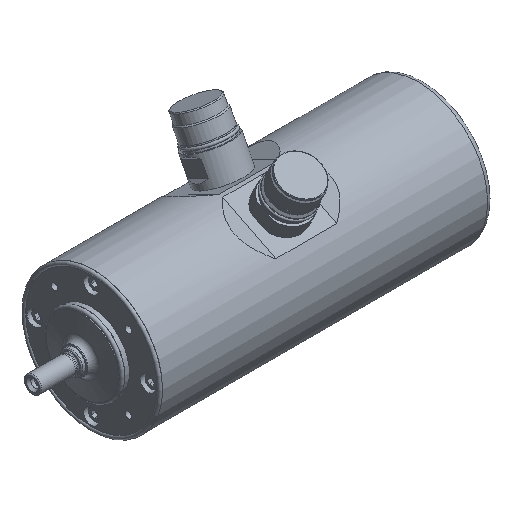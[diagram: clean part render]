
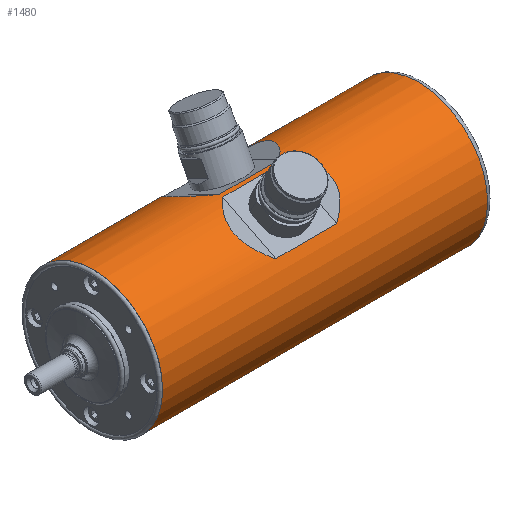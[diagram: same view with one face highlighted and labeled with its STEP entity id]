
A CAD part, isometric view. The second image highlights one B-rep face of the part: STEP entity #1480.
In plain terms, the highlighted cylindrical face has radius 36.5 mm (diameter 73 mm), a full revolution.
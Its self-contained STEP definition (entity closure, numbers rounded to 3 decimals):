
#178=ELLIPSE('',#3277,106.719,36.5);
#179=ELLIPSE('',#3280,106.719,36.5);
#180=ELLIPSE('',#3282,106.719,36.5);
#181=ELLIPSE('',#3285,106.719,36.5);
#903=LINE('',#4795,#1014);
#904=LINE('',#4797,#1015);
#907=LINE('',#4808,#1018);
#908=LINE('',#4810,#1019);
#1014=VECTOR('',#3894,1.);
#1015=VECTOR('',#3895,1.);
#1018=VECTOR('',#3908,1.);
#1019=VECTOR('',#3909,1.);
#1087=CYLINDRICAL_SURFACE('',#3296,36.5);
#1254=FACE_BOUND('',#1862,.T.);
#1255=FACE_BOUND('',#1863,.T.);
#1256=FACE_BOUND('',#1864,.T.);
#1257=FACE_BOUND('',#1865,.T.);
#1480=ADVANCED_FACE('',(#1254,#1255,#1256,#1257),#1087,.T.);
#1862=EDGE_LOOP('',(#2378,#2379,#2380,#2381));
#1863=EDGE_LOOP('',(#2382,#2383,#2384,#2385));
#1864=EDGE_LOOP('',(#2386));
#1865=EDGE_LOOP('',(#2387));
#2378=ORIENTED_EDGE('',*,*,#2904,.F.);
#2379=ORIENTED_EDGE('',*,*,#2902,.F.);
#2380=ORIENTED_EDGE('',*,*,#2900,.F.);
#2381=ORIENTED_EDGE('',*,*,#2901,.F.);
#2382=ORIENTED_EDGE('',*,*,#2898,.F.);
#2383=ORIENTED_EDGE('',*,*,#2896,.F.);
#2384=ORIENTED_EDGE('',*,*,#2894,.F.);
#2385=ORIENTED_EDGE('',*,*,#2895,.F.);
#2386=ORIENTED_EDGE('',*,*,#2892,.T.);
#2387=ORIENTED_EDGE('',*,*,#2909,.T.);
#2630=VERTEX_POINT('',#4788);
#2631=VERTEX_POINT('',#4791);
#2632=VERTEX_POINT('',#4792);
#2633=VERTEX_POINT('',#4796);
#2634=VERTEX_POINT('',#4798);
#2635=VERTEX_POINT('',#4804);
#2636=VERTEX_POINT('',#4805);
#2637=VERTEX_POINT('',#4809);
#2638=VERTEX_POINT('',#4811);
#2643=VERTEX_POINT('',#4829);
#2892=EDGE_CURVE('',#2630,#2630,#3029,.T.);
#2894=EDGE_CURVE('',#2631,#2632,#178,.T.);
#2895=EDGE_CURVE('',#2633,#2631,#903,.T.);
#2896=EDGE_CURVE('',#2632,#2634,#904,.T.);
#2898=EDGE_CURVE('',#2634,#2633,#179,.T.);
#2900=EDGE_CURVE('',#2635,#2636,#180,.T.);
#2901=EDGE_CURVE('',#2637,#2635,#907,.T.);
#2902=EDGE_CURVE('',#2636,#2638,#908,.T.);
#2904=EDGE_CURVE('',#2638,#2637,#181,.T.);
#2909=EDGE_CURVE('',#2643,#2643,#3034,.T.);
#3029=CIRCLE('',#3275,36.5);
#3034=CIRCLE('',#3295,36.5);
#3275=AXIS2_PLACEMENT_3D('',#4787,#3885,#3886);
#3277=AXIS2_PLACEMENT_3D('',#4793,#3890,#3891);
#3280=AXIS2_PLACEMENT_3D('',#4801,#3899,#3900);
#3282=AXIS2_PLACEMENT_3D('',#4806,#3904,#3905);
#3285=AXIS2_PLACEMENT_3D('',#4814,#3913,#3914);
#3295=AXIS2_PLACEMENT_3D('',#4828,#3933,#3934);
#3296=AXIS2_PLACEMENT_3D('',#4830,#3935,#3936);
#3885=DIRECTION('',(0.,-1.,0.));
#3886=DIRECTION('',(0.,0.,1.));
#3890=DIRECTION('',(0.837,0.342,0.427));
#3891=DIRECTION('',(-0.305,0.94,-0.155));
#3894=DIRECTION('',(0.,-1.,0.));
#3895=DIRECTION('',(0.,1.,0.));
#3899=DIRECTION('',(0.837,-0.342,0.427));
#3900=DIRECTION('',(0.305,0.94,0.155));
#3904=DIRECTION('',(0.837,0.342,-0.427));
#3905=DIRECTION('',(-0.305,0.94,0.155));
#3908=DIRECTION('',(0.,-1.,0.));
#3909=DIRECTION('',(0.,1.,0.));
#3913=DIRECTION('',(0.837,-0.342,-0.427));
#3914=DIRECTION('',(0.305,0.94,-0.155));
#3933=DIRECTION('',(0.,1.,0.));
#3934=DIRECTION('',(0.,0.,1.));
#3935=DIRECTION('',(0.,1.,0.));
#3936=DIRECTION('',(0.,0.,1.));
#4787=CARTESIAN_POINT('',(0.,171.605,0.));
#4788=CARTESIAN_POINT('',(0.,171.605,36.5));
#4791=CARTESIAN_POINT('',(22.323,68.,28.878));
#4792=CARTESIAN_POINT('',(36.484,68.,1.085));
#4793=CARTESIAN_POINT('',(0.,158.667,0.));
#4795=CARTESIAN_POINT('',(22.323,0.,28.878));
#4796=CARTESIAN_POINT('',(22.323,100.,28.878));
#4797=CARTESIAN_POINT('',(36.484,0.,1.085));
#4798=CARTESIAN_POINT('',(36.484,100.,1.085));
#4801=CARTESIAN_POINT('',(0.,9.333,0.));
#4804=CARTESIAN_POINT('',(36.484,68.,-1.085));
#4805=CARTESIAN_POINT('',(22.323,68.,-28.878));
#4806=CARTESIAN_POINT('',(0.,158.667,0.));
#4808=CARTESIAN_POINT('',(36.484,0.,-1.085));
#4809=CARTESIAN_POINT('',(36.484,100.,-1.085));
#4810=CARTESIAN_POINT('',(22.323,0.,-28.878));
#4811=CARTESIAN_POINT('',(22.323,100.,-28.878));
#4814=CARTESIAN_POINT('',(0.,9.333,0.));
#4828=CARTESIAN_POINT('',(0.,0.914,0.));
#4829=CARTESIAN_POINT('',(0.,0.914,36.5));
#4830=CARTESIAN_POINT('',(0.,0.,0.));
